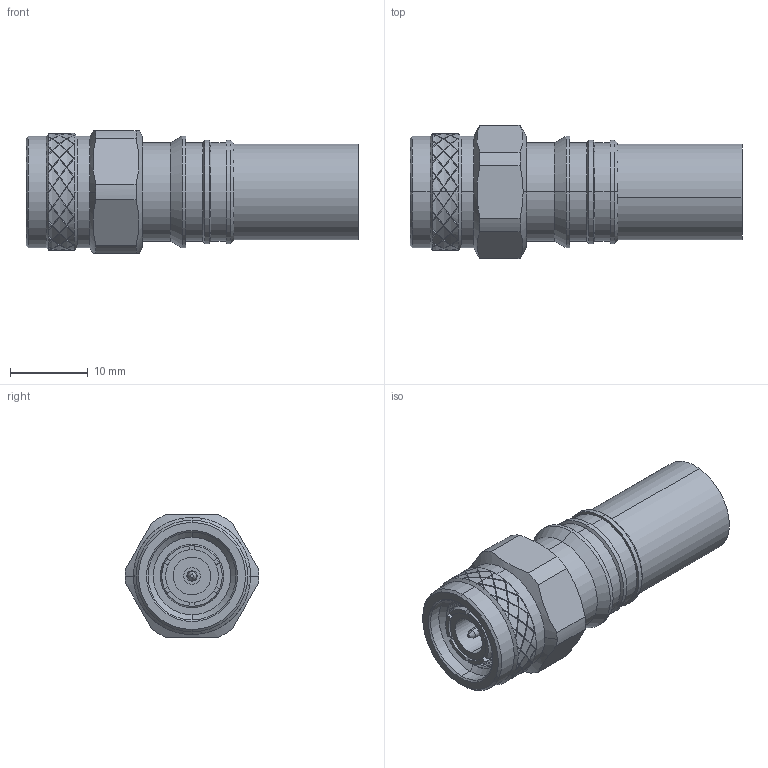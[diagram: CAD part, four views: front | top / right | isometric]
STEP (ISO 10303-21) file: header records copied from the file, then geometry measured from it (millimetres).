
FILE_DESCRIPTION (( 'STEP AP203' ), '1' );
FILE_NAME ('3190-6378(EZ-400-TM-PL-X).STEP', '2020-09-22T06:52:21', ( '' ), ( '' ), 'SwSTEP 2.0', 'SolidWorks 2017', '' );
FILE_SCHEMA (( 'CONFIG_CONTROL_DESIGN' ));
Length unit declared in the file: millimetre
Products named in the file (1): 3190-6378(EZ-400-TM-PL-X)
Bounding box: 42.83 x 17.2 x 15.8 mm (x, y, z)
Volume: 4639.6 mm3; surface area: 4435.3 mm2
Topology: 1 solids, 1 shells, 741 faces, 1580 edges, 854 vertices
Faces by surface type: bspline 372, cylinder 190, plane 117, cone 62
Entity records: 34423 total; most frequent: CARTESIAN_POINT 22184, ORIENTED_EDGE 3160, DIRECTION 1818, EDGE_CURVE 1580, VERTEX_POINT 854, EDGE_LOOP 754, ADVANCED_FACE 741, FACE_OUTER_BOUND 741
